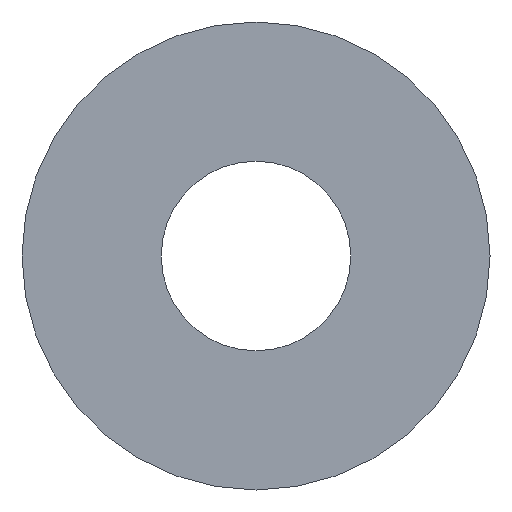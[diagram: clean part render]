
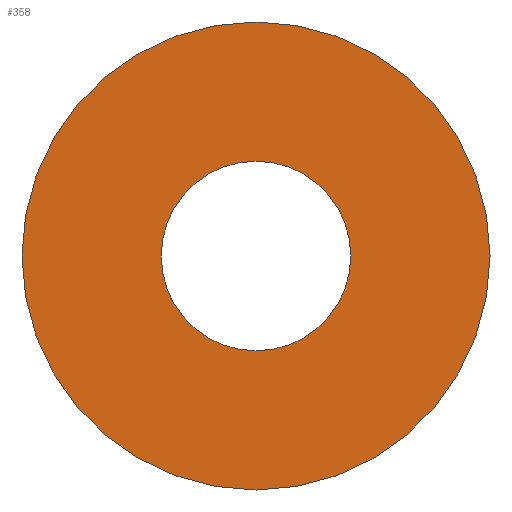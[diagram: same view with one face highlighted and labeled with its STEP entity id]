
A CAD part, front view. The second image highlights one B-rep face of the part: STEP entity #358.
In plain terms, the highlighted planar face has unit normal (0, -1, 0).
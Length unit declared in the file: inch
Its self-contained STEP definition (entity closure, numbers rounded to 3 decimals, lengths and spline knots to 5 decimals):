
#17=FACE_BOUND('',#77,.T.);
#32=PLANE('',#419);
#53=FACE_OUTER_BOUND('',#76,.T.);
#76=EDGE_LOOP('',(#324,#325));
#77=EDGE_LOOP('',(#326,#327));
#124=CIRCLE('',#382,0.08);
#125=CIRCLE('',#383,0.08);
#126=CIRCLE('',#385,0.1975);
#129=CIRCLE('',#388,0.1975);
#148=VERTEX_POINT('',#532);
#149=VERTEX_POINT('',#534);
#150=VERTEX_POINT('',#538);
#151=VERTEX_POINT('',#539);
#181=EDGE_CURVE('',#148,#149,#124,.T.);
#182=EDGE_CURVE('',#149,#148,#125,.T.);
#183=EDGE_CURVE('',#150,#151,#126,.T.);
#187=EDGE_CURVE('',#151,#150,#129,.T.);
#324=ORIENTED_EDGE('',*,*,#183,.F.);
#325=ORIENTED_EDGE('',*,*,#187,.F.);
#326=ORIENTED_EDGE('',*,*,#182,.F.);
#327=ORIENTED_EDGE('',*,*,#181,.F.);
#358=ADVANCED_FACE('',(#53,#17),#32,.F.);
#382=AXIS2_PLACEMENT_3D('',#535,#429,#430);
#383=AXIS2_PLACEMENT_3D('',#536,#431,#432);
#385=AXIS2_PLACEMENT_3D('',#540,#435,#436);
#388=AXIS2_PLACEMENT_3D('',#546,#442,#443);
#419=AXIS2_PLACEMENT_3D('',#757,#524,#525);
#429=DIRECTION('center_axis',(0.,-1.,0.));
#430=DIRECTION('ref_axis',(0.,0.,-1.));
#431=DIRECTION('center_axis',(0.,-1.,0.));
#432=DIRECTION('ref_axis',(0.,0.,-1.));
#435=DIRECTION('center_axis',(0.,1.,0.));
#436=DIRECTION('ref_axis',(0.,0.,-1.));
#442=DIRECTION('center_axis',(0.,1.,0.));
#443=DIRECTION('ref_axis',(0.,0.,-1.));
#524=DIRECTION('center_axis',(0.,1.,0.));
#525=DIRECTION('ref_axis',(0.,0.,1.));
#532=CARTESIAN_POINT('',(0.,0.,0.08));
#534=CARTESIAN_POINT('',(0.,0.,-0.08));
#535=CARTESIAN_POINT('Origin',(0.,0.,0.));
#536=CARTESIAN_POINT('Origin',(0.,0.,0.));
#538=CARTESIAN_POINT('',(0.,0.,-0.1975));
#539=CARTESIAN_POINT('',(0.,0.,0.1975));
#540=CARTESIAN_POINT('Origin',(0.,0.,0.));
#546=CARTESIAN_POINT('Origin',(0.,0.,0.));
#757=CARTESIAN_POINT('Origin',(0.,0.,0.));
